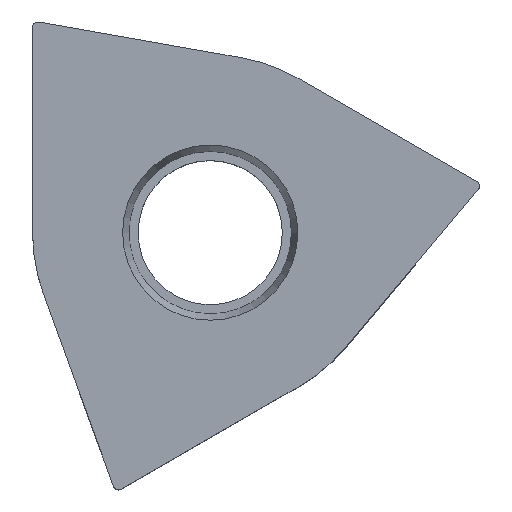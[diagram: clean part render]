
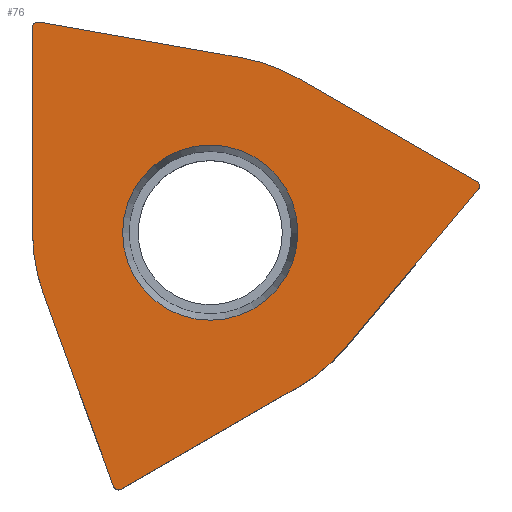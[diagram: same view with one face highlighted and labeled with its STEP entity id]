
A CAD part, top view. The second image highlights one B-rep face of the part: STEP entity #76.
In plain terms, the highlighted planar face has unit normal (0, 0, 1).
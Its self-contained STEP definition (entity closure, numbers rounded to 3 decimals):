
#43=FACE_BOUND('',#117,.T.);
#44=FACE_BOUND('',#118,.T.);
#58=PLANE('',#408);
#76=ADVANCED_FACE('',(#43,#44),#58,.T.);
#117=EDGE_LOOP('',(#197));
#118=EDGE_LOOP('',(#198,#199,#200,#201,#202,#203,#204,#205,#206,#207,#208,
#209));
#126=CIRCLE('',#378,6.35);
#128=CIRCLE('',#381,6.35);
#130=CIRCLE('',#385,0.198);
#132=CIRCLE('',#389,3.132);
#134=CIRCLE('',#392,6.35);
#136=CIRCLE('',#396,0.198);
#138=CIRCLE('',#401,0.198);
#197=ORIENTED_EDGE('',*,*,#274,.F.);
#198=ORIENTED_EDGE('',*,*,#284,.F.);
#199=ORIENTED_EDGE('',*,*,#281,.T.);
#200=ORIENTED_EDGE('',*,*,#278,.T.);
#201=ORIENTED_EDGE('',*,*,#294,.T.);
#202=ORIENTED_EDGE('',*,*,#292,.F.);
#203=ORIENTED_EDGE('',*,*,#289,.T.);
#204=ORIENTED_EDGE('',*,*,#264,.T.);
#205=ORIENTED_EDGE('',*,*,#272,.T.);
#206=ORIENTED_EDGE('',*,*,#270,.F.);
#207=ORIENTED_EDGE('',*,*,#267,.T.);
#208=ORIENTED_EDGE('',*,*,#260,.T.);
#209=ORIENTED_EDGE('',*,*,#286,.T.);
#227=VERTEX_POINT('',#611);
#230=VERTEX_POINT('',#616);
#231=VERTEX_POINT('',#620);
#234=VERTEX_POINT('',#625);
#235=VERTEX_POINT('',#629);
#237=VERTEX_POINT('',#635);
#240=VERTEX_POINT('',#646);
#241=VERTEX_POINT('',#649);
#244=VERTEX_POINT('',#654);
#245=VERTEX_POINT('',#658);
#247=VERTEX_POINT('',#664);
#249=VERTEX_POINT('',#673);
#251=VERTEX_POINT('',#679);
#260=EDGE_CURVE('',#227,#230,#126,.T.);
#264=EDGE_CURVE('',#231,#234,#128,.T.);
#267=EDGE_CURVE('',#235,#227,#305,.T.);
#270=EDGE_CURVE('',#235,#237,#130,.T.);
#272=EDGE_CURVE('',#234,#237,#308,.T.);
#274=EDGE_CURVE('',#240,#240,#132,.T.);
#278=EDGE_CURVE('',#241,#244,#134,.T.);
#281=EDGE_CURVE('',#245,#241,#313,.T.);
#284=EDGE_CURVE('',#245,#247,#136,.T.);
#286=EDGE_CURVE('',#230,#247,#316,.T.);
#289=EDGE_CURVE('',#249,#231,#319,.T.);
#292=EDGE_CURVE('',#249,#251,#138,.T.);
#294=EDGE_CURVE('',#244,#251,#322,.T.);
#305=LINE('',#632,#329);
#308=LINE('',#641,#332);
#313=LINE('',#661,#337);
#316=LINE('',#670,#340);
#319=LINE('',#676,#343);
#322=LINE('',#685,#346);
#329=VECTOR('',#438,1.);
#332=VECTOR('',#449,1.);
#337=VECTOR('',#468,1.);
#340=VECTOR('',#479,1.);
#343=VECTOR('',#484,1.);
#346=VECTOR('',#495,1.);
#378=AXIS2_PLACEMENT_3D('',#617,#424,#425);
#381=AXIS2_PLACEMENT_3D('',#626,#432,#433);
#385=AXIS2_PLACEMENT_3D('',#638,#444,#445);
#389=AXIS2_PLACEMENT_3D('',#645,#454,#455);
#392=AXIS2_PLACEMENT_3D('',#655,#462,#463);
#396=AXIS2_PLACEMENT_3D('',#667,#474,#475);
#401=AXIS2_PLACEMENT_3D('',#682,#490,#491);
#408=AXIS2_PLACEMENT_3D('',#693,#506,#507);
#424=DIRECTION('',(0.,0.,1.));
#425=DIRECTION('',(1.,0.,0.));
#432=DIRECTION('',(0.,0.,1.));
#433=DIRECTION('',(1.,0.,0.));
#438=DIRECTION('',(0.,-1.,0.));
#444=DIRECTION('',(0.,0.,-1.));
#445=DIRECTION('',(1.,0.,0.));
#449=DIRECTION('',(-0.985,0.174,0.));
#454=DIRECTION('',(0.,0.,1.));
#455=DIRECTION('',(1.,0.,0.));
#462=DIRECTION('',(0.,0.,1.));
#463=DIRECTION('',(1.,0.,0.));
#468=DIRECTION('',(0.866,0.5,0.));
#474=DIRECTION('',(0.,0.,-1.));
#475=DIRECTION('',(1.,0.,0.));
#479=DIRECTION('',(0.342,-0.94,0.));
#484=DIRECTION('',(-0.866,0.5,0.));
#490=DIRECTION('',(0.,0.,-1.));
#491=DIRECTION('',(1.,0.,0.));
#495=DIRECTION('',(0.643,0.766,0.));
#506=DIRECTION('',(0.,0.,1.));
#507=DIRECTION('',(1.,0.,0.));
#611=CARTESIAN_POINT('',(-6.35,0.,0.));
#616=CARTESIAN_POINT('',(-5.967,-2.172,0.));
#617=CARTESIAN_POINT('',(0.,0.,0.));
#620=CARTESIAN_POINT('',(3.175,5.499,0.));
#625=CARTESIAN_POINT('',(1.103,6.254,0.));
#626=CARTESIAN_POINT('',(0.,0.,0.));
#629=CARTESIAN_POINT('',(-6.35,7.331,0.));
#632=CARTESIAN_POINT('',(-6.35,-7.722,0.));
#635=CARTESIAN_POINT('',(-6.117,7.527,0.));
#638=CARTESIAN_POINT('',(-6.152,7.331,0.));
#641=CARTESIAN_POINT('',(8.707,4.913,0.));
#645=CARTESIAN_POINT('',(0.,0.,0.));
#646=CARTESIAN_POINT('',(3.132,0.,0.));
#649=CARTESIAN_POINT('',(3.175,-5.499,0.));
#654=CARTESIAN_POINT('',(4.864,-4.082,0.));
#655=CARTESIAN_POINT('',(0.,0.,0.));
#658=CARTESIAN_POINT('',(-3.174,-9.165,0.));
#661=CARTESIAN_POINT('',(9.862,-1.638,0.));
#664=CARTESIAN_POINT('',(-3.46,-9.061,0.));
#667=CARTESIAN_POINT('',(-3.273,-8.993,0.));
#670=CARTESIAN_POINT('',(-8.608,5.084,0.));
#673=CARTESIAN_POINT('',(9.524,1.834,0.));
#676=CARTESIAN_POINT('',(-3.512,9.36,0.));
#679=CARTESIAN_POINT('',(9.577,1.534,0.));
#682=CARTESIAN_POINT('',(9.425,1.662,0.));
#685=CARTESIAN_POINT('',(-0.099,-9.997,0.));
#693=CARTESIAN_POINT('',(0.,0.,0.));
